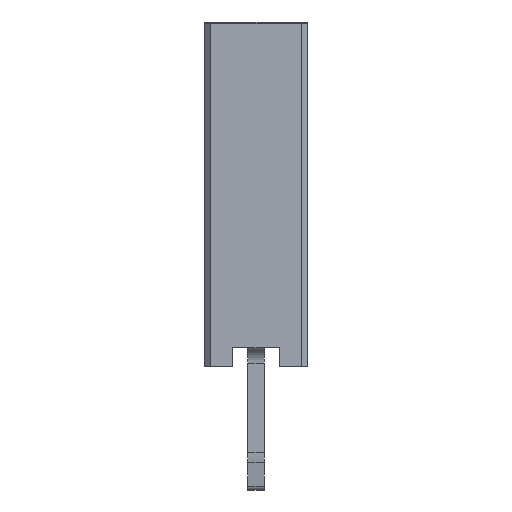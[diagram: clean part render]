
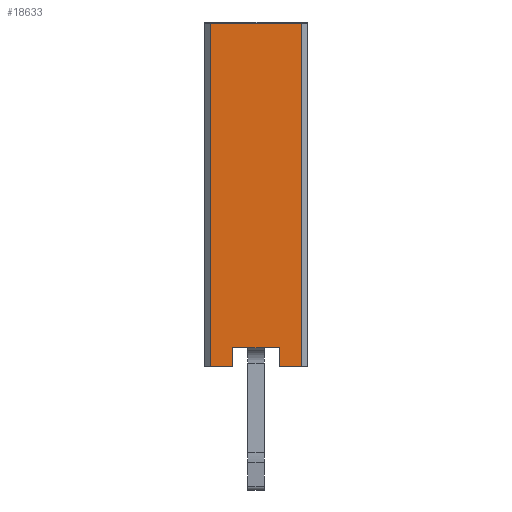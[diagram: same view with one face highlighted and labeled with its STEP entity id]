
A CAD part, left-side view. The second image highlights one B-rep face of the part: STEP entity #18633.
In plain terms, the highlighted planar face has unit normal (-1, 0, 0).
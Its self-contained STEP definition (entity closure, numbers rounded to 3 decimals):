
#1137=FACE_OUTER_BOUND('',#2159,.T.);
#2159=EDGE_LOOP('',(#12119,#12120,#12121,#12122,#12123,#12124,#12125,#12126));
#3129=LINE('',#25409,#5184);
#3230=LINE('',#25611,#5285);
#3231=LINE('',#25614,#5286);
#3254=LINE('',#25659,#5309);
#3276=LINE('',#25703,#5331);
#3437=LINE('',#26057,#5492);
#3439=LINE('',#26061,#5494);
#3440=LINE('',#26062,#5495);
#5184=VECTOR('',#20831,1.);
#5285=VECTOR('',#20974,1.);
#5286=VECTOR('',#20977,1.);
#5309=VECTOR('',#21002,1.);
#5331=VECTOR('',#21026,1.);
#5492=VECTOR('',#21383,1.);
#5494=VECTOR('',#21387,1.);
#5495=VECTOR('',#21388,1.);
#7239=VERTEX_POINT('',#25406);
#7240=VERTEX_POINT('',#25408);
#7320=VERTEX_POINT('',#25609);
#7321=VERTEX_POINT('',#25613);
#7342=VERTEX_POINT('',#25657);
#7363=VERTEX_POINT('',#25701);
#7458=VERTEX_POINT('',#26056);
#7459=VERTEX_POINT('',#26060);
#8935=EDGE_CURVE('',#7240,#7239,#3129,.T.);
#9036=EDGE_CURVE('',#7240,#7320,#3230,.T.);
#9037=EDGE_CURVE('',#7321,#7320,#3231,.T.);
#9060=EDGE_CURVE('',#7239,#7342,#3254,.T.);
#9082=EDGE_CURVE('',#7342,#7363,#3276,.T.);
#9259=EDGE_CURVE('',#7458,#7321,#3437,.T.);
#9261=EDGE_CURVE('',#7459,#7363,#3439,.T.);
#9262=EDGE_CURVE('',#7459,#7458,#3440,.T.);
#12119=ORIENTED_EDGE('',*,*,#9261,.F.);
#12120=ORIENTED_EDGE('',*,*,#9262,.T.);
#12121=ORIENTED_EDGE('',*,*,#9259,.T.);
#12122=ORIENTED_EDGE('',*,*,#9037,.T.);
#12123=ORIENTED_EDGE('',*,*,#9036,.F.);
#12124=ORIENTED_EDGE('',*,*,#8935,.T.);
#12125=ORIENTED_EDGE('',*,*,#9060,.T.);
#12126=ORIENTED_EDGE('',*,*,#9082,.T.);
#16930=PLANE('',#19686);
#18633=ADVANCED_FACE('',(#1137),#16930,.F.);
#19686=AXIS2_PLACEMENT_3D('',#26059,#21385,#21386);
#20831=DIRECTION('',(0.,-1.,0.));
#20974=DIRECTION('',(0.,0.,-1.));
#20977=DIRECTION('',(0.,-1.,0.));
#21002=DIRECTION('',(0.,0.,-1.));
#21026=DIRECTION('',(0.,-1.,0.));
#21383=DIRECTION('',(0.,0.,-1.));
#21385=DIRECTION('center_axis',(1.,0.,0.));
#21386=DIRECTION('ref_axis',(0.,0.,-1.));
#21387=DIRECTION('',(0.,0.,-1.));
#21388=DIRECTION('',(0.,1.,0.));
#25406=CARTESIAN_POINT('',(-8.89,-0.57,0.452));
#25408=CARTESIAN_POINT('',(-8.89,0.57,0.452));
#25409=CARTESIAN_POINT('',(-8.89,1.12,0.452));
#25609=CARTESIAN_POINT('',(-8.89,0.57,-0.018));
#25611=CARTESIAN_POINT('',(-8.89,0.57,0.452));
#25613=CARTESIAN_POINT('',(-8.89,1.12,-0.018));
#25614=CARTESIAN_POINT('',(-8.89,1.12,-0.018));
#25657=CARTESIAN_POINT('',(-8.89,-0.57,-0.018));
#25659=CARTESIAN_POINT('',(-8.89,-0.57,0.452));
#25701=CARTESIAN_POINT('',(-8.89,-1.12,-0.018));
#25703=CARTESIAN_POINT('',(-8.89,-0.57,-0.018));
#26056=CARTESIAN_POINT('',(-8.89,1.12,8.422));
#26057=CARTESIAN_POINT('',(-8.89,1.12,5.952));
#26059=CARTESIAN_POINT('Origin',(-8.89,1.12,5.952));
#26060=CARTESIAN_POINT('',(-8.89,-1.12,8.422));
#26061=CARTESIAN_POINT('',(-8.89,-1.12,5.952));
#26062=CARTESIAN_POINT('',(-8.89,1.12,8.422));
